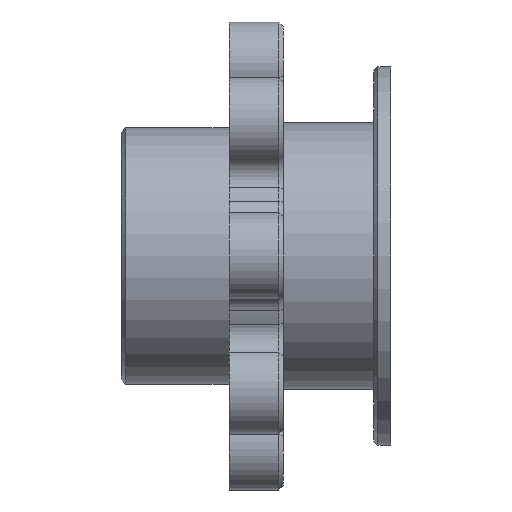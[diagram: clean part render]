
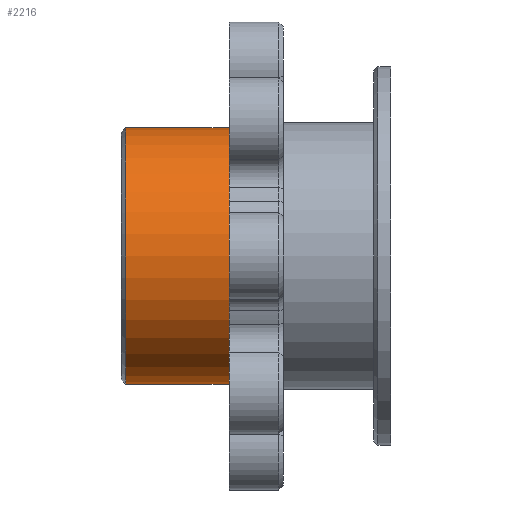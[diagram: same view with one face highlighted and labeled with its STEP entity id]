
A CAD part, front view. The second image highlights one B-rep face of the part: STEP entity #2216.
In plain terms, the highlighted cylindrical face has radius 15.113 mm (diameter 30.225 mm), a partial arc.
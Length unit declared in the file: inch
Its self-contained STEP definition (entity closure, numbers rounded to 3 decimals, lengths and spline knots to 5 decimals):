
#105 = EDGE_CURVE ( 'NONE', #3029, #3561, #1558, .T. ) ;
#383 = AXIS2_PLACEMENT_3D ( 'NONE', #2588, #2295, #2013 ) ;
#489 = DIRECTION ( 'NONE',  ( 0., 0., 1. ) ) ;
#648 = AXIS2_PLACEMENT_3D ( 'NONE', #1109, #3130, #489 ) ;
#712 = LINE ( 'NONE', #1927, #1132 ) ;
#765 = EDGE_CURVE ( 'NONE', #2952, #3561, #712, .T. ) ;
#787 = FACE_OUTER_BOUND ( 'NONE', #953, .T. ) ;
#953 = EDGE_LOOP ( 'NONE', ( #1286, #1197, #2688, #1000 ) ) ;
#1000 = ORIENTED_EDGE ( 'NONE', *, *, #105, .T. ) ;
#1024 = AXIS2_PLACEMENT_3D ( 'NONE', #2831, #1310, #2543 ) ;
#1109 = CARTESIAN_POINT ( 'NONE',  ( 0., 0., 0. ) ) ;
#1132 = VECTOR ( 'NONE', #1582, 39.37008 ) ;
#1197 = ORIENTED_EDGE ( 'NONE', *, *, #1643, .T. ) ;
#1251 = LINE ( 'NONE', #3534, #3589 ) ;
#1286 = ORIENTED_EDGE ( 'NONE', *, *, #765, .F. ) ;
#1310 = DIRECTION ( 'NONE',  ( -1., 0., 0. ) ) ;
#1492 = EDGE_CURVE ( 'NONE', #2396, #3029, #1251, .T. ) ;
#1558 = CIRCLE ( 'NONE', #383, 0.59498 ) ;
#1582 = DIRECTION ( 'NONE',  ( -1., 0., 0. ) ) ;
#1643 = EDGE_CURVE ( 'NONE', #2952, #2396, #3291, .T. ) ;
#1687 = CYLINDRICAL_SURFACE ( 'NONE', #648, 0.59498 ) ;
#1785 = CARTESIAN_POINT ( 'NONE',  ( 0., 0., 0.59498 ) ) ;
#1907 = CARTESIAN_POINT ( 'NONE',  ( 0., 0., -0.59498 ) ) ;
#1927 = CARTESIAN_POINT ( 'NONE',  ( 0., 0., -0.59498 ) ) ;
#2013 = DIRECTION ( 'NONE',  ( 0., 0., -1. ) ) ;
#2106 = DIRECTION ( 'NONE',  ( -1., 0., 0. ) ) ;
#2216 = ADVANCED_FACE ( 'NONE', ( #787 ), #1687, .T. ) ;
#2295 = DIRECTION ( 'NONE',  ( 1., 0., 0. ) ) ;
#2396 = VERTEX_POINT ( 'NONE', #1785 ) ;
#2543 = DIRECTION ( 'NONE',  ( 0., 0., 1. ) ) ;
#2588 = CARTESIAN_POINT ( 'NONE',  ( -0.48031, 0., 0. ) ) ;
#2688 = ORIENTED_EDGE ( 'NONE', *, *, #1492, .T. ) ;
#2831 = CARTESIAN_POINT ( 'NONE',  ( 0., 0., 0. ) ) ;
#2952 = VERTEX_POINT ( 'NONE', #1907 ) ;
#3003 = CARTESIAN_POINT ( 'NONE',  ( -0.48031, 0., -0.59498 ) ) ;
#3029 = VERTEX_POINT ( 'NONE', #3479 ) ;
#3130 = DIRECTION ( 'NONE',  ( -1., 0., 0. ) ) ;
#3291 = CIRCLE ( 'NONE', #1024, 0.59498 ) ;
#3479 = CARTESIAN_POINT ( 'NONE',  ( -0.48031, 0., 0.59498 ) ) ;
#3534 = CARTESIAN_POINT ( 'NONE',  ( 0., 0., 0.59498 ) ) ;
#3561 = VERTEX_POINT ( 'NONE', #3003 ) ;
#3589 = VECTOR ( 'NONE', #2106, 39.37008 ) ;
